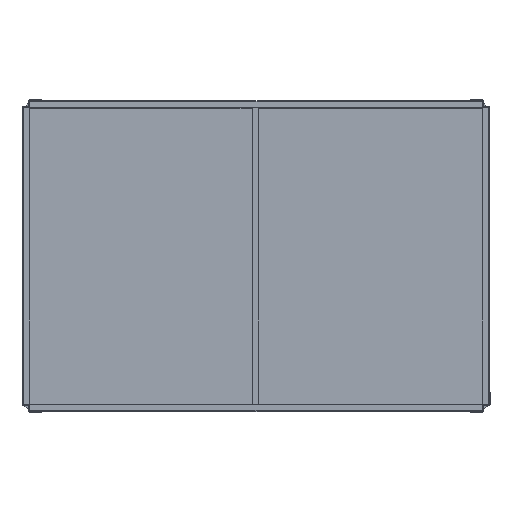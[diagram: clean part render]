
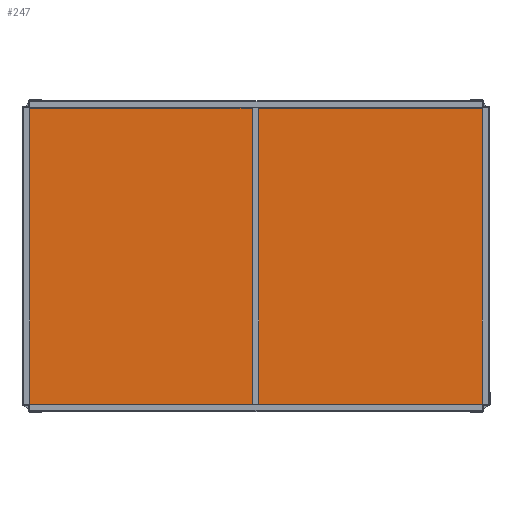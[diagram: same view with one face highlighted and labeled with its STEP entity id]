
A CAD part, top view. The second image highlights one B-rep face of the part: STEP entity #247.
In plain terms, the highlighted planar face has unit normal (0, 0, 1).
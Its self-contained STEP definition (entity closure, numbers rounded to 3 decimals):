
#118 = VERTEX_POINT('',#119);
#119 = CARTESIAN_POINT('',(-581.538,-383.782,4.));
#125 = EDGE_CURVE('',#118,#126,#128,.T.);
#126 = VERTEX_POINT('',#127);
#127 = CARTESIAN_POINT('',(581.556,-383.782,4.));
#128 = LINE('',#129,#130);
#129 = CARTESIAN_POINT('',(-581.538,-383.782,4.));
#130 = VECTOR('',#131,1.);
#131 = DIRECTION('',(1.,0.,0.));
#156 = EDGE_CURVE('',#126,#157,#159,.T.);
#157 = VERTEX_POINT('',#158);
#158 = CARTESIAN_POINT('',(581.556,379.677,4.));
#159 = LINE('',#160,#161);
#160 = CARTESIAN_POINT('',(581.556,-383.782,4.));
#161 = VECTOR('',#162,1.);
#162 = DIRECTION('',(0.,1.,0.));
#187 = EDGE_CURVE('',#157,#188,#190,.T.);
#188 = VERTEX_POINT('',#189);
#189 = CARTESIAN_POINT('',(-581.538,379.677,4.));
#190 = LINE('',#191,#192);
#191 = CARTESIAN_POINT('',(581.556,379.677,4.));
#192 = VECTOR('',#193,1.);
#193 = DIRECTION('',(-1.,0.,0.));
#218 = EDGE_CURVE('',#188,#118,#219,.T.);
#219 = LINE('',#220,#221);
#220 = CARTESIAN_POINT('',(-581.538,379.677,4.));
#221 = VECTOR('',#222,1.);
#222 = DIRECTION('',(0.,-1.,0.));
#247 = ADVANCED_FACE('',(#248),#254,.T.);
#248 = FACE_BOUND('',#249,.T.);
#249 = EDGE_LOOP('',(#250,#251,#252,#253));
#250 = ORIENTED_EDGE('',*,*,#125,.T.);
#251 = ORIENTED_EDGE('',*,*,#156,.T.);
#252 = ORIENTED_EDGE('',*,*,#187,.T.);
#253 = ORIENTED_EDGE('',*,*,#218,.T.);
#254 = PLANE('',#255);
#255 = AXIS2_PLACEMENT_3D('',#256,#257,#258);
#256 = CARTESIAN_POINT('',(0.009,-2.053,4.));
#257 = DIRECTION('',(0.,0.,1.));
#258 = DIRECTION('',(1.,0.,0.));
